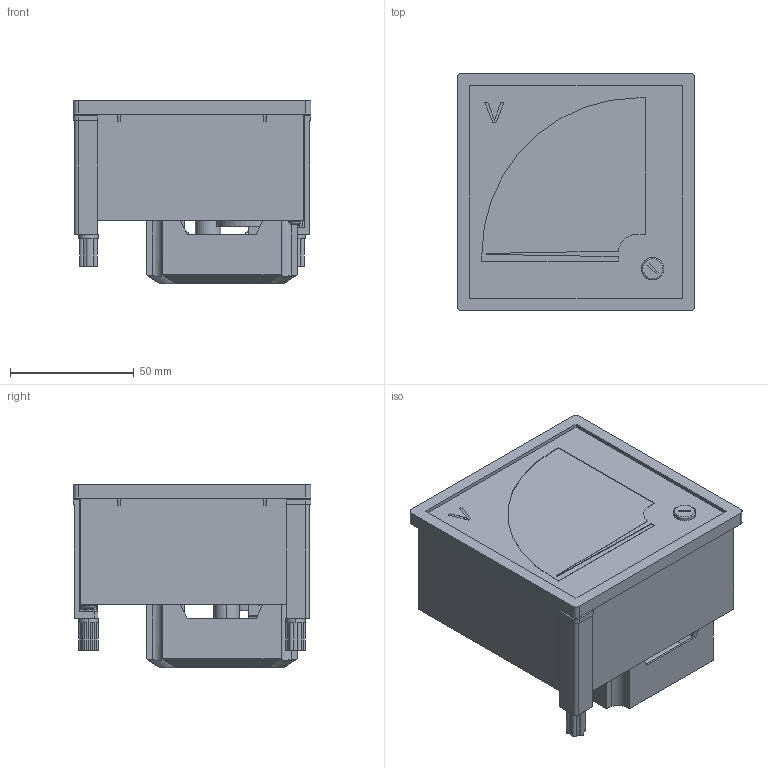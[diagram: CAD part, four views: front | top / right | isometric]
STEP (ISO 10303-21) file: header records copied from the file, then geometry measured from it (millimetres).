
FILE_DESCRIPTION (( 'STEP AP214' ), '1' );
FILE_NAME ('IPV20-6-0600-E Âîëüòìåòð Ý47 600Â êë. òî÷í. 1,5 96õ96ìì.STEP', '2018-02-15T08:53:41', ( '' ), ( '' ), 'SwSTEP 2.0', 'SolidWorks 2014', '' );
FILE_SCHEMA (( 'AUTOMOTIVE_DESIGN' ));
Length unit declared in the file: millimetre
Products named in the file (1): IPV20-6-0600-E Âîëüòìåòð Ý47 600Â êë. òî÷í. 1,5 96õ96ìì
Bounding box: 96 x 96 x 74 mm (x, y, z)
Volume: 407831 mm3; surface area: 62546.5 mm2
Topology: 6 solids, 6 shells, 539 faces, 1434 edges, 945 vertices
Faces by surface type: plane 378, cylinder 138, torus 13, bspline 10
Entity records: 17431 total; most frequent: CARTESIAN_POINT 3761, ORIENTED_EDGE 2868, DIRECTION 2762, EDGE_CURVE 1434, VECTOR 1006, LINE 1006, VERTEX_POINT 945, AXIS2_PLACEMENT_3D 878
